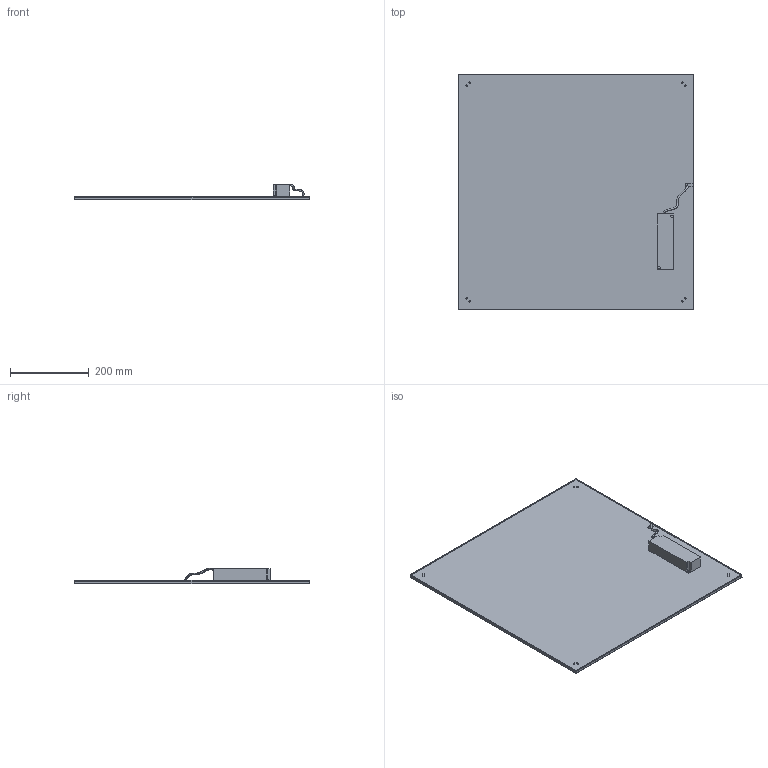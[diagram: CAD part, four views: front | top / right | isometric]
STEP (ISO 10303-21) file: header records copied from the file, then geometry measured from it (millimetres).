
FILE_DESCRIPTION (( 'STEP AP214' ), '1' );
FILE_NAME ('Ïàíåëü ñâåòîäèîäíàÿ òîíêàÿ ËÓÎ-4005-L 36Âò 4000Ê îïàë ñ âûíîñíûì äðàéâåðîì 595õ595 (LPS-4005-L-36-4000).STEP', '2022-03-14T07:15:50', ( '' ), ( '' ), 'SwSTEP 2.0', 'SolidWorks 2021', '' );
FILE_SCHEMA (( 'AUTOMOTIVE_DESIGN' ));
Length unit declared in the file: millimetre
Products named in the file (1): Ïàíåëü ñâåòîäèîäíàÿ òîíêàÿ ËÓÎ-4005-L 36Âò 4000Ê îïàë ñ âûíîñíûì äðàéâåðîì 595õ595 (LPS-4005-L-36-4000)
Bounding box: 595 x 595 x 40.11 mm (x, y, z)
Volume: 2306197.8 mm3; surface area: 760350 mm2
Topology: 1 solids, 1 shells, 101 faces, 283 edges, 182 vertices
Faces by surface type: plane 52, cylinder 43, sphere 4, bspline 2
Entity records: 4219 total; most frequent: CARTESIAN_POINT 1529, DIRECTION 561, ORIENTED_EDGE 558, EDGE_CURVE 279, AXIS2_PLACEMENT_3D 190, VERTEX_POINT 182, VECTOR 181, LINE 181
